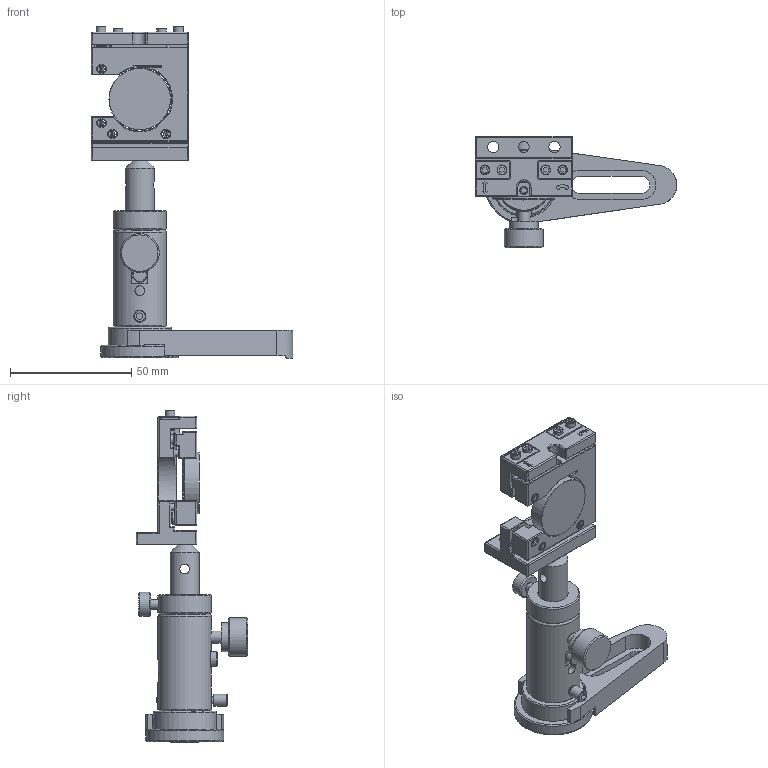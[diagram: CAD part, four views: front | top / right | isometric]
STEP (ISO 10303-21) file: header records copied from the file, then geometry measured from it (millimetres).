
FILE_DESCRIPTION(/* description */ (''),/* implementation_level */ '2;1');
FILE_NAME(/* name */ 'Top adjust mirror holder and post.stp',/* time_stamp */ '2023-04-06T13:22:54-07:00',/* author */ ('sean'),/* organization */ (''),/* preprocessor_version */ 'ST-DEVELOPER v18.1',/* originating_system */ 'Autodesk Inventor 2022',/* authorisation */ '');
FILE_SCHEMA (('AUTOMOTIVE_DESIGN { 1 0 10303 214 3 1 1 }'));
Length unit declared in the file: millimetre
Products named in the file (11): Top adjust mirror holder and post; MHV25.4L-M02-21001-S01; MHV25.4L-M02-21001-S02; MHV25.4L-M02-21001-S03; MHV25.4L-M03-21005; ｽﾃﾝﾚｽﾎﾞｰﾙ_4; ROC-12-60; BRS-12-40; PSTM-12.5-M16; PSCS-11.5; TFHSM-25.4C06-532
Assembly tree (11 placements, depth 2):
  Top adjust mirror holder and post
    MHV25.4L-M02-21001-S01
    MHV25.4L-M02-21001-S02
    MHV25.4L-M02-21001-S03
    MHV25.4L-M03-21005
    ｽﾃﾝﾚｽﾎﾞｰﾙ_4  x2
    ROC-12-60
    BRS-12-40
    PSTM-12.5-M16
    PSCS-11.5
    TFHSM-25.4C06-532
Bounding box: 83 x 46 x 136.7 mm (x, y, z)
Volume: 59297.8 mm3; surface area: 33793.1 mm2
Topology: 11 solids, 20 shells, 1036 faces, 2527 edges, 1571 vertices
Faces by surface type: plane 524, cylinder 296, cone 110, bspline 40, sphere 37, torus 29
Full cylindrical faces by diameter (mm): 1 x3, 1.5 x2, 1.6 x1, 2 x2, 2.6 x4, 3 x4, 3.2 x2, 3.3 x1, 3.4 x2, 3.5 x2, 3.8 x4, 4 x16, 4.1 x1, 4.134 x3, 4.2 x2, 4.5 x1, 5 x3, 5.4 x2, 5.5 x3, 6 x1, 6.8 x2, 7 x2, 10 x1, 12 x3, 15 x2, 16 x2, 17 x2, 22 x3, 25.4 x1, 26 x1
Entity records: 32374 total; most frequent: CARTESIAN_POINT 7242, DIRECTION 5233, ORIENTED_EDGE 4996, EDGE_CURVE 2498, AXIS2_PLACEMENT_3D 1856, VERTEX_POINT 1569, LINE 1521, VECTOR 1521
